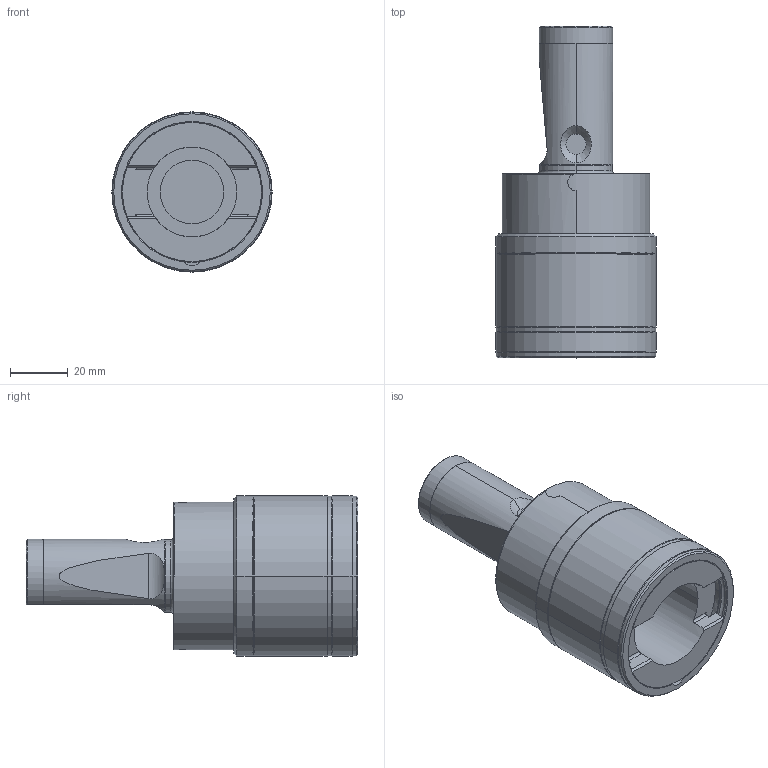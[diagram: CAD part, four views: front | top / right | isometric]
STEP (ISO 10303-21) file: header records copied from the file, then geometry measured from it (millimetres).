
FILE_DESCRIPTION((''),'2;1');
FILE_NAME('32600-INC1','2021-06-22T16:25:19',('046'),(''),'CREO PARAMETRIC BY PTC INC, 2019352','CREO PARAMETRIC BY PTC INC, 2019352','');
FILE_SCHEMA(('CONFIG_CONTROL_DESIGN'));
Length unit declared in the file: millimetre
Products named in the file (1): 32600-INC1
Bounding box: 55.3 x 114.5 x 55.3 mm (x, y, z)
Volume: 139055.4 mm3; surface area: 27168.3 mm2
Topology: 1 solids, 1 shells, 113 faces, 303 edges, 182 vertices
Faces by surface type: cylinder 48, cone 32, plane 28, torus 5
Entity records: 3933 total; most frequent: CARTESIAN_POINT 1052, DIRECTION 622, ORIENTED_EDGE 594, EDGE_CURVE 297, AXIS2_PLACEMENT_3D 249, VERTEX_POINT 180, CIRCLE 136, VECTOR 124
